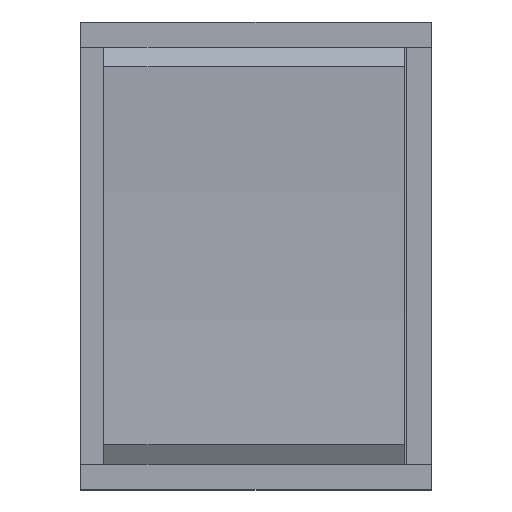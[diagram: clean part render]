
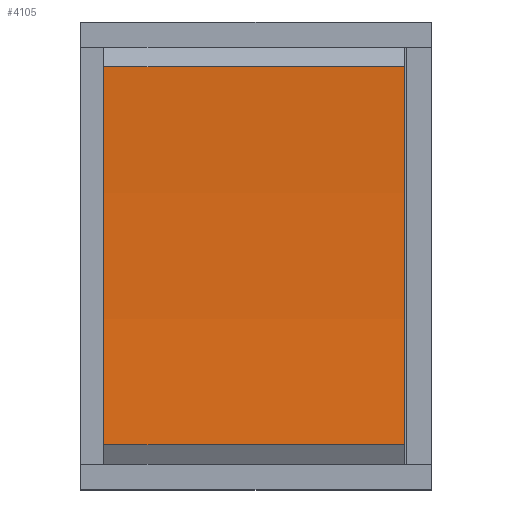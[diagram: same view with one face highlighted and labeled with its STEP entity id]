
A CAD part, top view. The second image highlights one B-rep face of the part: STEP entity #4105.
In plain terms, the highlighted cylindrical face has radius 156.967 mm (diameter 313.933 mm), a partial arc.
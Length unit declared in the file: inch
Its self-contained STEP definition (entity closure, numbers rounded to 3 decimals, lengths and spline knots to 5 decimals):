
#3933=CARTESIAN_POINT('',(-0.30709,-0.38189,1.03543));
#3934=VERTEX_POINT('',#3933);
#3941=CARTESIAN_POINT('',(-0.30709,0.38189,1.03543));
#3942=VERTEX_POINT('',#3941);
#3943=CARTESIAN_POINT('',(-0.30709,0.,7.20341));
#3944=DIRECTION('',(1.0,0.0,0.0));
#3945=DIRECTION('',(0.0,0.062,-0.998));
#3946=AXIS2_PLACEMENT_3D('',#3943,#3944,#3945);
#3947=CIRCLE('',#3946,6.17979);
#3948=EDGE_CURVE('',#3934,#3942,#3947,.T.);
#4074=CARTESIAN_POINT('',(-0.3374,0.,7.20341));
#4075=DIRECTION('',(1.0,0.0,0.0));
#4076=DIRECTION('',(0.0,0.0,1.0));
#4077=AXIS2_PLACEMENT_3D('',#4074,#4075,#4076);
#4078=CYLINDRICAL_SURFACE('',#4077,6.17979);
#4079=CARTESIAN_POINT('',(0.29921,0.38189,1.03543));
#4080=VERTEX_POINT('',#4079);
#4081=CARTESIAN_POINT('',(0.29921,-0.38189,1.03543));
#4082=VERTEX_POINT('',#4081);
#4083=CARTESIAN_POINT('',(0.29921,0.,7.20341));
#4084=DIRECTION('',(-1.0,0.0,0.0));
#4085=DIRECTION('',(0.0,0.062,-0.998));
#4086=AXIS2_PLACEMENT_3D('',#4083,#4084,#4085);
#4087=CIRCLE('',#4086,6.17979);
#4088=EDGE_CURVE('',#4080,#4082,#4087,.T.);
#4089=ORIENTED_EDGE('',*,*,#4088,.F.);
#4090=CARTESIAN_POINT('',(-0.30709,0.38189,1.03543));
#4091=DIRECTION('',(1.0,0.0,0.0));
#4092=VECTOR('',#4091,0.6063);
#4093=LINE('',#4090,#4092);
#4094=EDGE_CURVE('',#3942,#4080,#4093,.T.);
#4095=ORIENTED_EDGE('',*,*,#4094,.F.);
#4096=ORIENTED_EDGE('',*,*,#3948,.F.);
#4097=CARTESIAN_POINT('',(0.29921,-0.38189,1.03543));
#4098=DIRECTION('',(-1.0,0.0,0.0));
#4099=VECTOR('',#4098,0.6063);
#4100=LINE('',#4097,#4099);
#4101=EDGE_CURVE('',#4082,#3934,#4100,.T.);
#4102=ORIENTED_EDGE('',*,*,#4101,.F.);
#4103=EDGE_LOOP('',(#4089,#4095,#4096,#4102));
#4104=FACE_OUTER_BOUND('',#4103,.T.);
#4105=ADVANCED_FACE('',(#4104),#4078,.F.);
